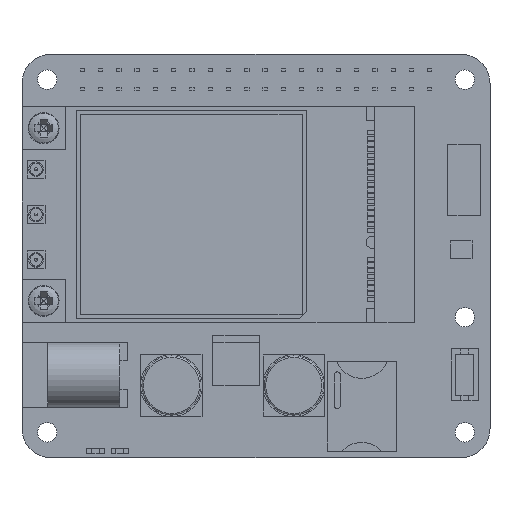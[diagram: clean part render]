
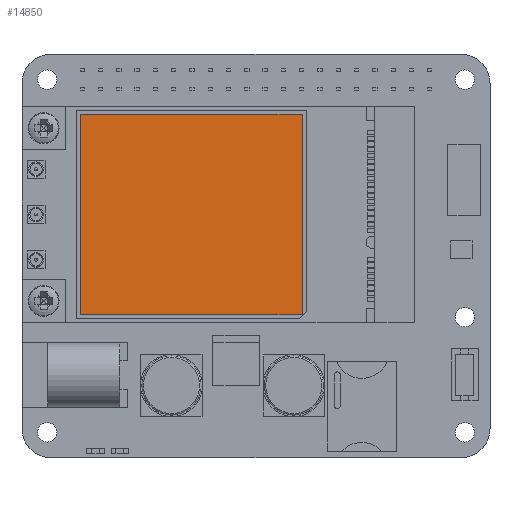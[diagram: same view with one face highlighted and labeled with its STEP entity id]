
A CAD part, top view. The second image highlights one B-rep face of the part: STEP entity #14850.
In plain terms, the highlighted planar face has unit normal (0, 0, 1).
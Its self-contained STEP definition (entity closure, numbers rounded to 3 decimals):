
#1712=LINE('',#23121,#3480);
#1716=LINE('',#23128,#3484);
#1718=LINE('',#23133,#3486);
#1721=LINE('',#23137,#3489);
#3480=VECTOR('',#19186,10.);
#3484=VECTOR('',#19192,10.);
#3486=VECTOR('',#19196,10.);
#3489=VECTOR('',#19201,10.);
#4278=PLANE('',#15817);
#6049=FACE_OUTER_BOUND('',#6993,.T.);
#6993=EDGE_LOOP('',(#13698,#13699,#13700,#13701));
#8369=VERTEX_POINT('',#23118);
#8370=VERTEX_POINT('',#23120);
#8372=VERTEX_POINT('',#23126);
#8374=VERTEX_POINT('',#23132);
#10198=EDGE_CURVE('',#8370,#8369,#1712,.T.);
#10202=EDGE_CURVE('',#8369,#8372,#1716,.T.);
#10204=EDGE_CURVE('',#8374,#8370,#1718,.T.);
#10207=EDGE_CURVE('',#8372,#8374,#1721,.T.);
#13698=ORIENTED_EDGE('',*,*,#10207,.T.);
#13699=ORIENTED_EDGE('',*,*,#10204,.T.);
#13700=ORIENTED_EDGE('',*,*,#10198,.T.);
#13701=ORIENTED_EDGE('',*,*,#10202,.T.);
#14850=ADVANCED_FACE('',(#6049),#4278,.T.);
#15817=AXIS2_PLACEMENT_3D('',#23138,#19202,#19203);
#19186=DIRECTION('',(0.,-1.,0.));
#19192=DIRECTION('',(1.,0.,0.));
#19196=DIRECTION('',(-1.,0.,0.));
#19201=DIRECTION('',(0.,1.,0.));
#19202=DIRECTION('center_axis',(0.,0.,1.));
#19203=DIRECTION('ref_axis',(1.,0.,0.));
#23118=CARTESIAN_POINT('',(-15.8,-13.9,2.8));
#23120=CARTESIAN_POINT('',(-15.8,13.9,2.8));
#23121=CARTESIAN_POINT('',(-15.8,13.9,2.8));
#23126=CARTESIAN_POINT('',(15.,-13.9,2.8));
#23128=CARTESIAN_POINT('',(-15.8,-13.9,2.8));
#23132=CARTESIAN_POINT('',(15.,13.9,2.8));
#23133=CARTESIAN_POINT('',(15.,13.9,2.8));
#23137=CARTESIAN_POINT('',(15.,-13.9,2.8));
#23138=CARTESIAN_POINT('Origin',(7.3,0.,2.8));
